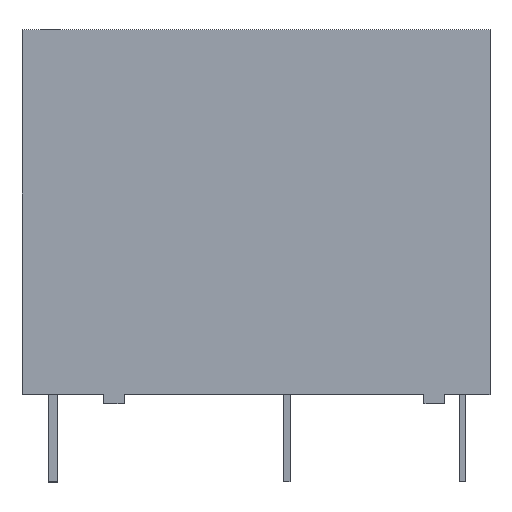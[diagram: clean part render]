
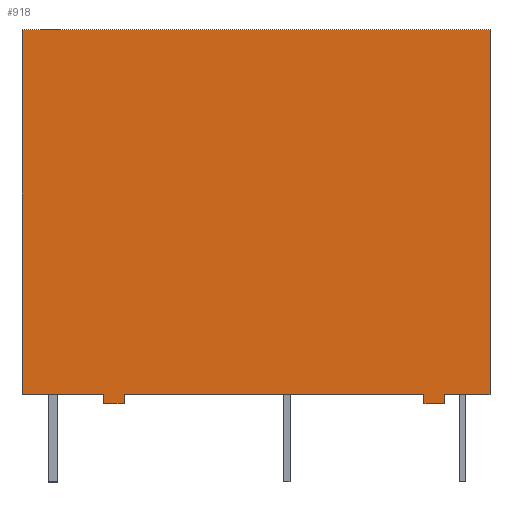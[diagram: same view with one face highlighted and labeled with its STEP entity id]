
A CAD part, top view. The second image highlights one B-rep face of the part: STEP entity #918.
In plain terms, the highlighted planar face has unit normal (0, 0, 1).
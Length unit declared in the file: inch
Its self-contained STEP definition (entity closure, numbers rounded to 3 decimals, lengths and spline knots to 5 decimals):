
#46=FACE_OUTER_BOUND('',#103,.T.);
#103=EDGE_LOOP('',(#684,#685,#686,#687,#688,#689,#690,#691,#692,#693,#694,
#695));
#155=LINE('',#1302,#277);
#159=LINE('',#1310,#281);
#163=LINE('',#1318,#285);
#186=LINE('',#1370,#308);
#189=LINE('',#1375,#311);
#194=LINE('',#1385,#316);
#195=LINE('',#1389,#317);
#196=LINE('',#1391,#318);
#197=LINE('',#1392,#319);
#198=LINE('',#1394,#320);
#199=LINE('',#1396,#321);
#200=LINE('',#1397,#322);
#277=VECTOR('',#1050,39.37008);
#281=VECTOR('',#1054,39.37008);
#285=VECTOR('',#1058,39.37008);
#308=VECTOR('',#1109,39.37008);
#311=VECTOR('',#1114,39.37008);
#316=VECTOR('',#1121,39.37008);
#317=VECTOR('',#1126,39.37008);
#318=VECTOR('',#1127,39.37008);
#319=VECTOR('',#1128,39.37008);
#320=VECTOR('',#1129,39.37008);
#321=VECTOR('',#1130,39.37008);
#322=VECTOR('',#1131,39.37008);
#399=VERTEX_POINT('',#1299);
#400=VERTEX_POINT('',#1301);
#403=VERTEX_POINT('',#1307);
#404=VERTEX_POINT('',#1309);
#407=VERTEX_POINT('',#1315);
#408=VERTEX_POINT('',#1317);
#423=VERTEX_POINT('',#1369);
#424=VERTEX_POINT('',#1373);
#429=VERTEX_POINT('',#1388);
#430=VERTEX_POINT('',#1390);
#431=VERTEX_POINT('',#1393);
#432=VERTEX_POINT('',#1395);
#483=EDGE_CURVE('',#400,#399,#155,.T.);
#487=EDGE_CURVE('',#404,#403,#159,.T.);
#491=EDGE_CURVE('',#408,#407,#163,.T.);
#518=EDGE_CURVE('',#423,#408,#186,.T.);
#521=EDGE_CURVE('',#423,#424,#189,.T.);
#526=EDGE_CURVE('',#399,#424,#194,.T.);
#527=EDGE_CURVE('',#429,#407,#195,.T.);
#528=EDGE_CURVE('',#430,#429,#196,.T.);
#529=EDGE_CURVE('',#404,#430,#197,.T.);
#530=EDGE_CURVE('',#431,#403,#198,.T.);
#531=EDGE_CURVE('',#432,#431,#199,.T.);
#532=EDGE_CURVE('',#400,#432,#200,.T.);
#684=ORIENTED_EDGE('',*,*,#527,.F.);
#685=ORIENTED_EDGE('',*,*,#528,.F.);
#686=ORIENTED_EDGE('',*,*,#529,.F.);
#687=ORIENTED_EDGE('',*,*,#487,.T.);
#688=ORIENTED_EDGE('',*,*,#530,.F.);
#689=ORIENTED_EDGE('',*,*,#531,.F.);
#690=ORIENTED_EDGE('',*,*,#532,.F.);
#691=ORIENTED_EDGE('',*,*,#483,.T.);
#692=ORIENTED_EDGE('',*,*,#526,.T.);
#693=ORIENTED_EDGE('',*,*,#521,.F.);
#694=ORIENTED_EDGE('',*,*,#518,.T.);
#695=ORIENTED_EDGE('',*,*,#491,.T.);
#863=PLANE('',#995);
#918=ADVANCED_FACE('',(#46),#863,.F.);
#995=AXIS2_PLACEMENT_3D('',#1387,#1124,#1125);
#1050=DIRECTION('',(1.,0.,0.));
#1054=DIRECTION('',(1.,0.,0.));
#1058=DIRECTION('',(1.,0.,0.));
#1109=DIRECTION('',(0.,-1.,0.));
#1114=DIRECTION('',(1.,0.,0.));
#1121=DIRECTION('',(0.,1.,0.));
#1124=DIRECTION('center_axis',(0.,0.,-1.));
#1125=DIRECTION('ref_axis',(-1.,0.,0.));
#1126=DIRECTION('',(0.,1.,0.));
#1127=DIRECTION('',(-1.,0.,0.));
#1128=DIRECTION('',(0.,-1.,0.));
#1129=DIRECTION('',(0.,1.,0.));
#1130=DIRECTION('',(-1.,0.,0.));
#1131=DIRECTION('',(0.,-1.,0.));
#1299=CARTESIAN_POINT('',(0.74685,0.01575,0.05276));
#1301=CARTESIAN_POINT('',(0.66949,0.01575,0.05276));
#1302=CARTESIAN_POINT('',(-0.05236,0.01575,0.05276));
#1307=CARTESIAN_POINT('',(0.63406,0.01575,0.05276));
#1309=CARTESIAN_POINT('',(0.12224,0.01575,0.05276));
#1310=CARTESIAN_POINT('',(-0.05236,0.01575,0.05276));
#1315=CARTESIAN_POINT('',(0.08681,0.01575,0.05276));
#1317=CARTESIAN_POINT('',(-0.05236,0.01575,0.05276));
#1318=CARTESIAN_POINT('',(-0.05236,0.01575,0.05276));
#1369=CARTESIAN_POINT('',(-0.05236,0.6378,0.05276));
#1370=CARTESIAN_POINT('',(-0.05236,0.6378,0.05276));
#1373=CARTESIAN_POINT('',(0.74685,0.6378,0.05276));
#1375=CARTESIAN_POINT('',(-0.05236,0.6378,0.05276));
#1385=CARTESIAN_POINT('',(0.74685,0.6378,0.05276));
#1387=CARTESIAN_POINT('Origin',(-0.05236,0.6378,0.05276));
#1388=CARTESIAN_POINT('',(0.08681,0.,0.05276));
#1389=CARTESIAN_POINT('',(0.08681,0.6378,0.05276));
#1390=CARTESIAN_POINT('',(0.12224,0.,0.05276));
#1391=CARTESIAN_POINT('',(-0.05236,0.,0.05276));
#1392=CARTESIAN_POINT('',(0.12224,0.6378,0.05276));
#1393=CARTESIAN_POINT('',(0.63406,0.,0.05276));
#1394=CARTESIAN_POINT('',(0.63406,0.6378,0.05276));
#1395=CARTESIAN_POINT('',(0.66949,0.,0.05276));
#1396=CARTESIAN_POINT('',(-0.05236,0.,0.05276));
#1397=CARTESIAN_POINT('',(0.66949,0.6378,0.05276));
